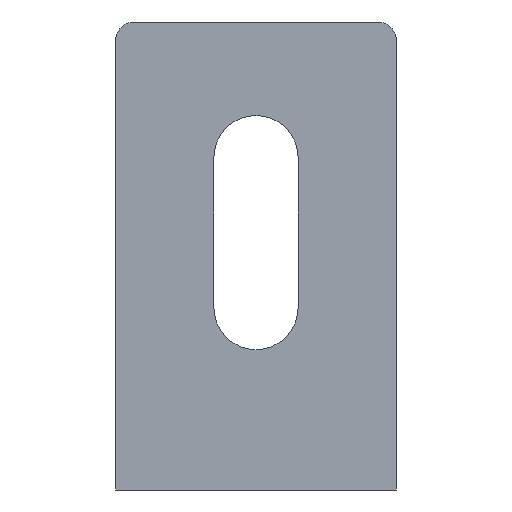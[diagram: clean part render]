
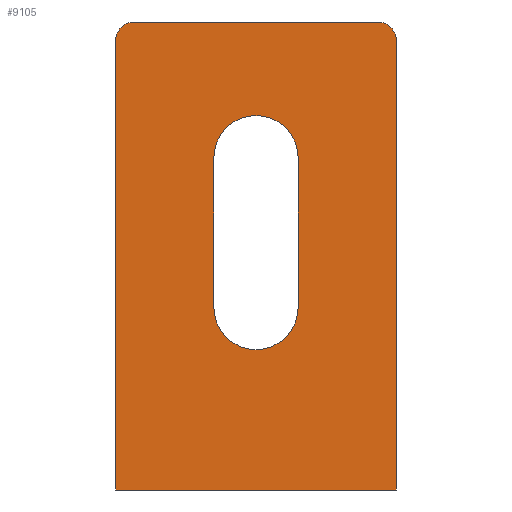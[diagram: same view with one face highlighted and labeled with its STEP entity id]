
A CAD part, left-side view. The second image highlights one B-rep face of the part: STEP entity #9105.
In plain terms, the highlighted planar face has unit normal (-1, 0, 0).
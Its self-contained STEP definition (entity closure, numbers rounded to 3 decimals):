
#78 = CIRCLE ( 'NONE', #499, 4.5 ) ;
#238 = CARTESIAN_POINT ( 'NONE',  ( -3., 13., 50. ) ) ;
#383 = CARTESIAN_POINT ( 'NONE',  ( -3., 15., 0. ) ) ;
#499 = AXIS2_PLACEMENT_3D ( 'NONE', #8519, #1757, #3397 ) ;
#517 = CARTESIAN_POINT ( 'NONE',  ( -3., -4.5, 35.5 ) ) ;
#600 = AXIS2_PLACEMENT_3D ( 'NONE', #7934, #7062, #4450 ) ;
#743 = EDGE_CURVE ( 'NONE', #7566, #1313, #10882, .T. ) ;
#942 = EDGE_CURVE ( 'NONE', #4563, #6680, #10087, .T. ) ;
#1029 = DIRECTION ( 'NONE',  ( 0., 0., 1. ) ) ;
#1166 = AXIS2_PLACEMENT_3D ( 'NONE', #7737, #11031, #7660 ) ;
#1313 = VERTEX_POINT ( 'NONE', #1436 ) ;
#1377 = CARTESIAN_POINT ( 'NONE',  ( -3., -13., 50. ) ) ;
#1436 = CARTESIAN_POINT ( 'NONE',  ( -3., -15., 0. ) ) ;
#1521 = ORIENTED_EDGE ( 'NONE', *, *, #2762, .F. ) ;
#1590 = LINE ( 'NONE', #4875, #5626 ) ;
#1757 = DIRECTION ( 'NONE',  ( 1., 0., 0. ) ) ;
#1828 = DIRECTION ( 'NONE',  ( -1., 0., 0. ) ) ;
#1920 = ORIENTED_EDGE ( 'NONE', *, *, #9695, .F. ) ;
#1967 = AXIS2_PLACEMENT_3D ( 'NONE', #4194, #10137, #8340 ) ;
#1994 = ORIENTED_EDGE ( 'NONE', *, *, #9264, .T. ) ;
#2034 = VECTOR ( 'NONE', #3589, 1000. ) ;
#2056 = CIRCLE ( 'NONE', #1166, 4.5 ) ;
#2124 = ORIENTED_EDGE ( 'NONE', *, *, #2127, .T. ) ;
#2127 = EDGE_CURVE ( 'NONE', #6680, #5603, #78, .T. ) ;
#2244 = DIRECTION ( 'NONE',  ( 0., 0., 1. ) ) ;
#2568 = VERTEX_POINT ( 'NONE', #7169 ) ;
#2762 = EDGE_CURVE ( 'NONE', #11033, #4408, #6109, .T. ) ;
#2796 = AXIS2_PLACEMENT_3D ( 'NONE', #9087, #7417, #2244 ) ;
#2838 = VECTOR ( 'NONE', #1029, 1000. ) ;
#3031 = ORIENTED_EDGE ( 'NONE', *, *, #6482, .F. ) ;
#3049 = EDGE_CURVE ( 'NONE', #7566, #4408, #10603, .T. ) ;
#3081 = FACE_BOUND ( 'NONE', #9077, .T. ) ;
#3100 = DIRECTION ( 'NONE',  ( 0., 0., -1. ) ) ;
#3397 = DIRECTION ( 'NONE',  ( 0., 0., -1. ) ) ;
#3414 = VECTOR ( 'NONE', #4779, 1000. ) ;
#3571 = CARTESIAN_POINT ( 'NONE',  ( -3., 4.5, 35.5 ) ) ;
#3589 = DIRECTION ( 'NONE',  ( 0., 1., 0. ) ) ;
#3610 = CIRCLE ( 'NONE', #1967, 4.5 ) ;
#3630 = CARTESIAN_POINT ( 'NONE',  ( -3., 15., 0. ) ) ;
#3848 = VECTOR ( 'NONE', #5585, 1000. ) ;
#4194 = CARTESIAN_POINT ( 'NONE',  ( -3., 0., 19.5 ) ) ;
#4375 = PLANE ( 'NONE',  #9046 ) ;
#4408 = VERTEX_POINT ( 'NONE', #1377 ) ;
#4450 = DIRECTION ( 'NONE',  ( 0., 0., 1. ) ) ;
#4559 = EDGE_CURVE ( 'NONE', #6735, #4563, #2056, .T. ) ;
#4563 = VERTEX_POINT ( 'NONE', #9319 ) ;
#4779 = DIRECTION ( 'NONE',  ( 0., -1., 0. ) ) ;
#4856 = LINE ( 'NONE', #3571, #2838 ) ;
#4875 = CARTESIAN_POINT ( 'NONE',  ( -3., 15., 50. ) ) ;
#4949 = ORIENTED_EDGE ( 'NONE', *, *, #7496, .T. ) ;
#5081 = CARTESIAN_POINT ( 'NONE',  ( -3., -15., 48. ) ) ;
#5253 = LINE ( 'NONE', #3630, #2034 ) ;
#5383 = CARTESIAN_POINT ( 'NONE',  ( -3., 4.5, 35.5 ) ) ;
#5389 = CIRCLE ( 'NONE', #600, 2. ) ;
#5585 = DIRECTION ( 'NONE',  ( 0., 0., -1. ) ) ;
#5603 = VERTEX_POINT ( 'NONE', #10823 ) ;
#5626 = VECTOR ( 'NONE', #5656, 1000. ) ;
#5656 = DIRECTION ( 'NONE',  ( 0., 0., 1. ) ) ;
#5969 = VERTEX_POINT ( 'NONE', #383 ) ;
#6091 = ORIENTED_EDGE ( 'NONE', *, *, #8559, .T. ) ;
#6109 = LINE ( 'NONE', #9115, #3414 ) ;
#6482 = EDGE_CURVE ( 'NONE', #1313, #5969, #5253, .T. ) ;
#6680 = VERTEX_POINT ( 'NONE', #6826 ) ;
#6735 = VERTEX_POINT ( 'NONE', #5383 ) ;
#6806 = EDGE_LOOP ( 'NONE', ( #8087, #10375, #1521, #6091, #1920, #3031 ) ) ;
#6826 = CARTESIAN_POINT ( 'NONE',  ( -3., -4.5, 19.5 ) ) ;
#6952 = CARTESIAN_POINT ( 'NONE',  ( -3., 0., 0. ) ) ;
#7062 = DIRECTION ( 'NONE',  ( -1., 0., 0. ) ) ;
#7169 = CARTESIAN_POINT ( 'NONE',  ( -3., 4.5, 19.5 ) ) ;
#7191 = VECTOR ( 'NONE', #3100, 1000. ) ;
#7417 = DIRECTION ( 'NONE',  ( -1., 0., 0. ) ) ;
#7496 = EDGE_CURVE ( 'NONE', #2568, #6735, #4856, .T. ) ;
#7566 = VERTEX_POINT ( 'NONE', #5081 ) ;
#7660 = DIRECTION ( 'NONE',  ( 0., 0., -1. ) ) ;
#7737 = CARTESIAN_POINT ( 'NONE',  ( -3., 0., 35.5 ) ) ;
#7824 = DIRECTION ( 'NONE',  ( 0., 0., 1. ) ) ;
#7853 = CARTESIAN_POINT ( 'NONE',  ( -3., 15., 48. ) ) ;
#7887 = ORIENTED_EDGE ( 'NONE', *, *, #942, .T. ) ;
#7934 = CARTESIAN_POINT ( 'NONE',  ( -3., 13., 48. ) ) ;
#8087 = ORIENTED_EDGE ( 'NONE', *, *, #743, .F. ) ;
#8340 = DIRECTION ( 'NONE',  ( 0., 0., -1. ) ) ;
#8519 = CARTESIAN_POINT ( 'NONE',  ( -3., 0., 19.5 ) ) ;
#8559 = EDGE_CURVE ( 'NONE', #11033, #10555, #5389, .T. ) ;
#9046 = AXIS2_PLACEMENT_3D ( 'NONE', #6952, #1828, #7824 ) ;
#9077 = EDGE_LOOP ( 'NONE', ( #10528, #7887, #2124, #1994, #4949 ) ) ;
#9087 = CARTESIAN_POINT ( 'NONE',  ( -3., -13., 48. ) ) ;
#9105 = ADVANCED_FACE ( 'NONE', ( #3081, #10789 ), #4375, .T. ) ;
#9115 = CARTESIAN_POINT ( 'NONE',  ( -3., -15., 50. ) ) ;
#9264 = EDGE_CURVE ( 'NONE', #5603, #2568, #3610, .T. ) ;
#9319 = CARTESIAN_POINT ( 'NONE',  ( -3., -4.5, 35.5 ) ) ;
#9695 = EDGE_CURVE ( 'NONE', #5969, #10555, #1590, .T. ) ;
#10087 = LINE ( 'NONE', #517, #7191 ) ;
#10137 = DIRECTION ( 'NONE',  ( 1., 0., 0. ) ) ;
#10375 = ORIENTED_EDGE ( 'NONE', *, *, #3049, .T. ) ;
#10528 = ORIENTED_EDGE ( 'NONE', *, *, #4559, .T. ) ;
#10555 = VERTEX_POINT ( 'NONE', #7853 ) ;
#10603 = CIRCLE ( 'NONE', #2796, 2. ) ;
#10657 = CARTESIAN_POINT ( 'NONE',  ( -3., -15., 0. ) ) ;
#10789 = FACE_OUTER_BOUND ( 'NONE', #6806, .T. ) ;
#10823 = CARTESIAN_POINT ( 'NONE',  ( -3., 0., 15. ) ) ;
#10882 = LINE ( 'NONE', #10657, #3848 ) ;
#11031 = DIRECTION ( 'NONE',  ( 1., 0., 0. ) ) ;
#11033 = VERTEX_POINT ( 'NONE', #238 ) ;
